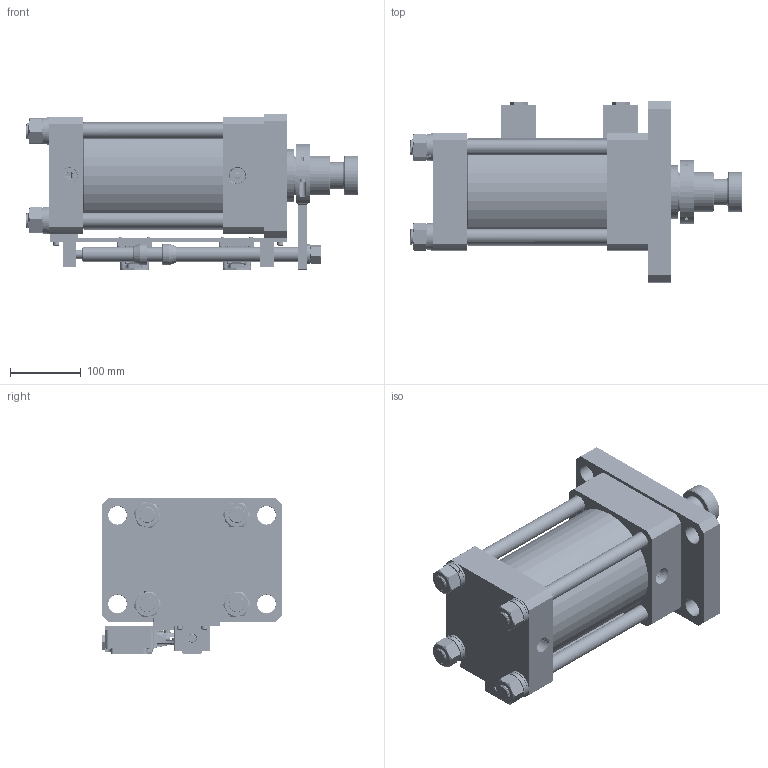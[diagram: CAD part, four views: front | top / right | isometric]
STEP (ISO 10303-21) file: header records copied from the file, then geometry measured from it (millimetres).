
FILE_DESCRIPTION (( 'STEP AP203' ), '1' );
FILE_NAME ('CHK-FA125-110油缸三维图.STEP', '2013-03-11T08:05:44', ( 'user' ), ( 'Microsoft' ), 'SwSTEP 2.0', 'SolidWorks 2012', '' );
FILE_SCHEMA (( 'CONFIG_CONTROL_DESIGN' ));
Length unit declared in the file: millimetre
Products named in the file (45): ӴӴ_GB_FASTENER_SCREWS_HSHCS M5X25-N; 俴最奪盓傅釱; 俴最奪11; 嶺裝11; 詰芠11; 活塞杆11; Hex socket set screws with flat point GB_GB_FASTENER_SCREWS_HSFP M5X5-N; 袉赽; ӴӴ_GB_FASTENER_SCREWS_HSHCS M5X12-N; 俴最羲壽嘐隅啣13; Hexagon nuts grade C GB_GB_FASTENER_NUT_SNC1 M16-N; Spring lock washers--Normal type GB_GB_FASTENER_WASHER_SW 18; ӴӴ_GB_FASTENER_SCREWS_HSHCS M5X16-N; 絳堤蟀諉啣; 絳堤蟀諉芛2; 絳堤蟀諉芛1; Hex socket set screws with flat point GB_GB_FASTENER_SCREWS_HSFP M5X8-N; 俴最裝; ӴӴ_GB_FASTENER_SCREWS_HSHCS M5X20-N; 菜輸; Hexagon nuts grade C GB_GB_FASTENER_NUT_SNC1 M22-N; Spring lock washers--Normal type GB_GB_FASTENER_WASHER_SW 24; 菜え1; 楊擘; 渡杶; ヶ遣喳杶; 活塞; 綴遣喳杶; ヶ裔; 綴裔; CHK-FA125-110油缸三维图; cross recessed countersunk head screws gb1_GB_CROSS_SCREWS_TYPE4 M3X8-6.35  H type-N; 21234_PreviewCfg; 俴最羲壽; bead1; 俴最裝嘐隅釱; 絳堤菁啣11
Assembly tree (78 placements, depth 2):
  CHK-FA125-110油缸三维图
    綴裔
    ヶ裔
    綴遣喳杶
    活塞
    ヶ遣喳杶
    渡杶
    楊擘
    菜え1  x4
    Spring lock washers--Normal type GB_GB_FASTENER_WASHER_SW 24  x4
    Hexagon nuts grade C GB_GB_FASTENER_NUT_SNC1 M22-N  x4
    菜輸
    ӴӴ_GB_FASTENER_SCREWS_HSHCS M5X20-N  x4
    俴最裝
    Hex socket set screws with flat point GB_GB_FASTENER_SCREWS_HSFP M5X8-N
    絳堤蟀諉芛1
    絳堤蟀諉芛2
    絳堤蟀諉啣
    ӴӴ_GB_FASTENER_SCREWS_HSHCS M5X16-N  x2
    Spring lock washers--Normal type GB_GB_FASTENER_WASHER_SW 18
    Hexagon nuts grade C GB_GB_FASTENER_NUT_SNC1 M16-N
    俴最羲壽嘐隅啣13
    ӴӴ_GB_FASTENER_SCREWS_HSHCS M5X12-N  x4
    袉赽  x2
    Hex socket set screws with flat point GB_GB_FASTENER_SCREWS_HSFP M5X5-N  x2
    活塞杆11
    詰芠11
    嶺裝11  x4
    俴最奪11
    俴最奪盓傅釱
    ӴӴ_GB_FASTENER_SCREWS_HSHCS M5X25-N  x4
    絳堤菁啣11
    俴最裝嘐隅釱
    俴最羲壽嘐隅啣13
    bead1
    俴最羲壽  x2
    21234_PreviewCfg
    21234_PreviewCfg
    21234_PreviewCfg
    21234_PreviewCfg
    21234_PreviewCfg
    21234_PreviewCfg
    21234_PreviewCfg
    21234_PreviewCfg
    cross recessed countersunk head screws gb1_GB_CROSS_SCREWS_TYPE4 M3X8-6.35  H type-N  x10
Bounding box: 468 x 255 x 221.05 mm (x, y, z)
Volume: 8000031.8 mm3; surface area: 1137091.9 mm2
Topology: 78 solids, 78 shells, 2749 faces, 6787 edges, 4269 vertices
Faces by surface type: cylinder 1121, plane 946, cone 410, torus 144, bspline 112, sphere 16
Entity records: 75346 total; most frequent: CARTESIAN_POINT 30667, ORIENTED_EDGE 8218, DIRECTION 8194, EDGE_CURVE 4109, AXIS2_PLACEMENT_3D 3153, VERTEX_POINT 2592, EDGE_LOOP 1913, VECTOR 1888
